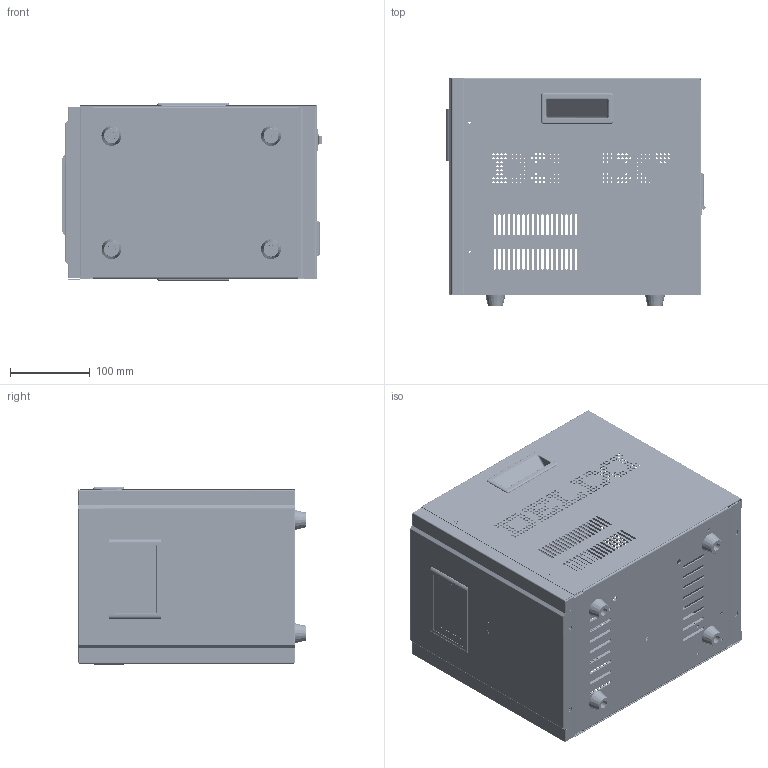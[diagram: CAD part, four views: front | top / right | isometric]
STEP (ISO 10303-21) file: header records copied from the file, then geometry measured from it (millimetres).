
FILE_DESCRIPTION (( 'STEP AP214' ), '1' );
FILE_NAME ('TND3-5KVA三维图-202508.STEP', '2025-08-19T06:54:56', ( 'China' ), ( 'Home' ), 'SwSTEP 2.0', 'SolidWorks 2020', '' );
FILE_SCHEMA (( 'AUTOMOTIVE_DESIGN' ));
Length unit declared in the file: millimetre
Products named in the file (15): 諉盄啣; TND3珘儒そ軞蚾; TND2-5K菁啣; TND3-5K醱啣; TND2-5K綴啣; TND3-5KVA三维图-202508; 弊梓拻脣; そ遺; 6245珘儒啣; TND2-5K裔赽; 剿繚ん盓殤2; 5K枑忒; DZ47等薊諾羲; 6245噩; TND-2K砎々褐(13.6mm)
Assembly tree (18 placements, depth 3):
  TND3-5KVA三维图-202508
    TND2-5K菁啣
    TND2-5K裔赽
    TND2-5K綴啣
    TND3-5K醱啣
    TND3珘儒そ軞蚾
      そ遺
      6245噩
      6245珘儒啣
    DZ47等薊諾羲
    剿繚ん盓殤2
    諉盄啣
    5K枑忒  x2
    TND-2K砎々褐(13.6mm)  x4
    弊梓拻脣
Bounding box: 325.06 x 285.6 x 223 mm (x, y, z)
Volume: 621045.9 mm3; surface area: 1016334.3 mm2
Topology: 17 solids, 19 shells, 4605 faces, 12433 edges, 8095 vertices
Faces by surface type: plane 2319, cylinder 1823, bspline 387, torus 56, cone 12, sphere 8
Entity records: 183476 total; most frequent: CARTESIAN_POINT 39759, ORIENTED_EDGE 24386, DIRECTION 23229, EDGE_CURVE 12193, VERTEX_POINT 7958, VECTOR 7841, LINE 7841, AXIS2_PLACEMENT_3D 7694
